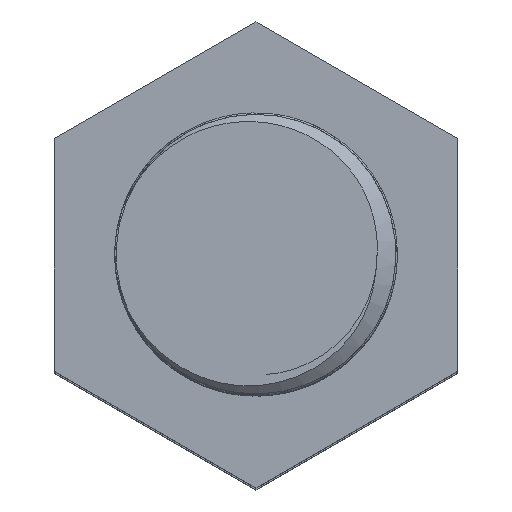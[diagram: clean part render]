
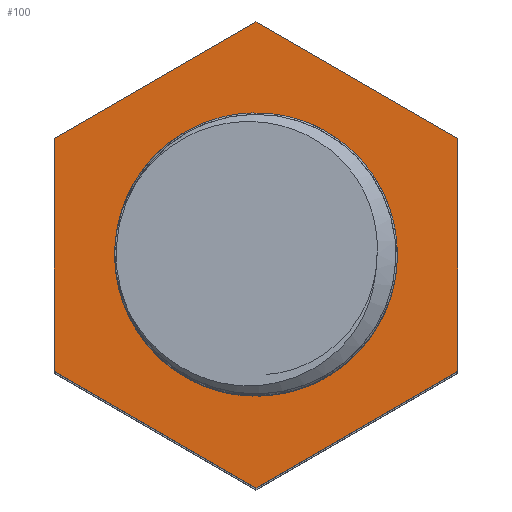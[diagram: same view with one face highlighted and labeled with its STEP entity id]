
A CAD part, top view. The second image highlights one B-rep face of the part: STEP entity #100.
In plain terms, the highlighted planar face has unit normal (0, 0, 1).
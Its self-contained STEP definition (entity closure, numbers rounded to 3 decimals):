
#100=ADVANCED_FACE('NONE',(#239,#240),#241,.T.);
#239=FACE_OUTER_BOUND('',#2163,.T.);
#240=FACE_BOUND('',#2164,.T.);
#241=PLANE('',#2165);
#2163=EDGE_LOOP('',(#4403,#4404,#4405,#4406,#4407,#4408));
#2164=EDGE_LOOP('',(#4409,#4410,#4411,#4412));
#2165=AXIS2_PLACEMENT_3D('',#4413,#4414,#4415);
#4403=ORIENTED_EDGE('',*,*,#4862,.T.);
#4404=ORIENTED_EDGE('',*,*,#4863,.T.);
#4405=ORIENTED_EDGE('',*,*,#4864,.T.);
#4406=ORIENTED_EDGE('',*,*,#4865,.T.);
#4407=ORIENTED_EDGE('',*,*,#4866,.T.);
#4408=ORIENTED_EDGE('',*,*,#4867,.T.);
#4409=ORIENTED_EDGE('',*,*,#4856,.F.);
#4410=ORIENTED_EDGE('',*,*,#4853,.F.);
#4411=ORIENTED_EDGE('',*,*,#4861,.F.);
#4412=ORIENTED_EDGE('',*,*,#4859,.F.);
#4413=CARTESIAN_POINT('',(0.,2.887,9.5));
#4414=DIRECTION('',(0.0,0.0,1.0));
#4415=DIRECTION('',(1.0,0.0,0.0));
#4853=EDGE_CURVE('NONE',#5207,#5051,#5209,.T.);
#4856=EDGE_CURVE('NONE',#5051,#5210,#5214,.T.);
#4859=EDGE_CURVE('NONE',#5210,#5215,#5219,.T.);
#4861=EDGE_CURVE('NONE',#5215,#5207,#5221,.T.);
#4862=EDGE_CURVE('NONE',#5222,#5223,#5224,.T.);
#4863=EDGE_CURVE('NONE',#5223,#5225,#5226,.T.);
#4864=EDGE_CURVE('NONE',#5225,#5227,#5228,.T.);
#4865=EDGE_CURVE('NONE',#5227,#5229,#5230,.T.);
#4866=EDGE_CURVE('NONE',#5229,#5231,#5232,.T.);
#4867=EDGE_CURVE('NONE',#5231,#5222,#5233,.T.);
#5051=VERTEX_POINT('NONE',#6091);
#5207=VERTEX_POINT('NONE',#6900);
#5209=CIRCLE('',#6911,1.5);
#5210=VERTEX_POINT('NONE',#6912);
#5214=B_SPLINE_CURVE_WITH_KNOTS('',3,(#7084,#7085,#7086,#7087,#7088,#7089,#7090,#7091,#7092,#7093,#7094,#7095,#7096,#7097,#7098,#7099),.UNSPECIFIED.,.F.,.F.,(4,2,2,2,2,2,2,4),(0.0,0.001,0.001,0.002,0.002,0.003,0.003,0.004),.UNSPECIFIED.);
#5215=VERTEX_POINT('NONE',#7100);
#5219=B_SPLINE_CURVE_WITH_KNOTS('',3,(#7260,#7261,#7262,#7263),.UNSPECIFIED.,.F.,.F.,(4,4),(0.0,0.002),.UNSPECIFIED.);
#5221=B_SPLINE_CURVE_WITH_KNOTS('',3,(#7280,#7281,#7282,#7283,#7284,#7285,#7286,#7287,#7288,#7289,#7290,#7291,#7292,#7293,#7294,#7295),.UNSPECIFIED.,.F.,.F.,(4,2,2,2,2,2,2,4),(0.,0.001,0.001,0.002,0.002,0.003,0.004,0.004),.UNSPECIFIED.);
#5222=VERTEX_POINT('NONE',#7296);
#5223=VERTEX_POINT('NONE',#7297);
#5224=LINE('',#7298,#7299);
#5225=VERTEX_POINT('NONE',#7300);
#5226=LINE('',#7301,#7302);
#5227=VERTEX_POINT('NONE',#7303);
#5228=LINE('',#7304,#7305);
#5229=VERTEX_POINT('NONE',#7306);
#5230=LINE('',#7307,#7308);
#5231=VERTEX_POINT('NONE',#7309);
#5232=LINE('',#7310,#7311);
#5233=LINE('',#7312,#7313);
#6091=CARTESIAN_POINT('',(1.5,0.0,9.5));
#6900=CARTESIAN_POINT('',(1.487,-0.2,9.5));
#6911=AXIS2_PLACEMENT_3D('',#7921,#7922,#7923);
#6912=CARTESIAN_POINT('',(-1.494,0.879,9.5));
#7084=CARTESIAN_POINT('',(1.5,0.0,9.5));
#7085=CARTESIAN_POINT('',(1.51,0.177,9.5));
#7086=CARTESIAN_POINT('',(1.489,0.352,9.5));
#7087=CARTESIAN_POINT('',(1.388,0.692,9.5));
#7088=CARTESIAN_POINT('',(1.31,0.85,9.5));
#7089=CARTESIAN_POINT('',(1.101,1.136,9.5));
#7090=CARTESIAN_POINT('',(0.975,1.259,9.5));
#7091=CARTESIAN_POINT('',(0.682,1.459,9.5));
#7092=CARTESIAN_POINT('',(0.522,1.533,9.5));
#7093=CARTESIAN_POINT('',(0.181,1.63,9.5));
#7094=CARTESIAN_POINT('',(0.007,1.65,9.5));
#7095=CARTESIAN_POINT('',(-0.348,1.633,9.5));
#7096=CARTESIAN_POINT('',(-0.519,1.597,9.5));
#7097=CARTESIAN_POINT('',(-1.015,1.405,9.5));
#7098=CARTESIAN_POINT('',(-1.298,1.175,9.5));
#7099=CARTESIAN_POINT('',(-1.494,0.879,9.5));
#7100=CARTESIAN_POINT('',(-1.589,-0.693,9.5));
#7260=CARTESIAN_POINT('',(-1.494,0.879,9.5));
#7261=CARTESIAN_POINT('',(-1.798,0.421,9.5));
#7262=CARTESIAN_POINT('',(-1.835,-0.202,9.5));
#7263=CARTESIAN_POINT('',(-1.589,-0.693,9.5));
#7280=CARTESIAN_POINT('',(-1.589,-0.693,9.5));
#7281=CARTESIAN_POINT('',(-1.509,-0.851,9.5));
#7282=CARTESIAN_POINT('',(-1.408,-0.993,9.5));
#7283=CARTESIAN_POINT('',(-1.163,-1.246,9.5));
#7284=CARTESIAN_POINT('',(-1.023,-1.352,9.5));
#7285=CARTESIAN_POINT('',(-0.715,-1.518,9.5));
#7286=CARTESIAN_POINT('',(-0.547,-1.577,9.5));
#7287=CARTESIAN_POINT('',(-0.203,-1.637,9.5));
#7288=CARTESIAN_POINT('',(-0.025,-1.64,9.5));
#7289=CARTESIAN_POINT('',(0.493,-1.562,9.5));
#7290=CARTESIAN_POINT('',(0.825,-1.395,9.5));
#7291=CARTESIAN_POINT('',(1.186,-1.017,9.5));
#7292=CARTESIAN_POINT('',(1.286,-0.868,9.5));
#7293=CARTESIAN_POINT('',(1.429,-0.55,9.5));
#7294=CARTESIAN_POINT('',(1.473,-0.376,9.5));
#7295=CARTESIAN_POINT('',(1.487,-0.2,9.5));
#7296=CARTESIAN_POINT('',(2.5,1.443,9.5));
#7297=CARTESIAN_POINT('',(0.,2.887,9.5));
#7298=CARTESIAN_POINT('',(2.5,1.443,9.5));
#7299=VECTOR('',#7924,1000.0);
#7300=CARTESIAN_POINT('',(-2.5,1.443,9.5));
#7301=CARTESIAN_POINT('',(0.,2.887,9.5));
#7302=VECTOR('',#7925,1000.0);
#7303=CARTESIAN_POINT('',(-2.5,-1.443,9.5));
#7304=CARTESIAN_POINT('',(-2.5,1.443,9.5));
#7305=VECTOR('',#7926,1000.0);
#7306=CARTESIAN_POINT('',(0.,-2.887,9.5));
#7307=CARTESIAN_POINT('',(-2.5,-1.443,9.5));
#7308=VECTOR('',#7927,1000.0);
#7309=CARTESIAN_POINT('',(2.5,-1.443,9.5));
#7310=CARTESIAN_POINT('',(0.,-2.887,9.5));
#7311=VECTOR('',#7928,1000.0);
#7312=CARTESIAN_POINT('',(2.5,-1.443,9.5));
#7313=VECTOR('',#7929,1000.0);
#7921=CARTESIAN_POINT('',(0.0,0.0,9.5));
#7922=DIRECTION('',(0.0,0.0,1.0));
#7923=DIRECTION('',(1.0,0.0,0.0));
#7924=DIRECTION('',(-0.866,0.5,0.0));
#7925=DIRECTION('',(-0.866,-0.5,0.0));
#7926=DIRECTION('',(0.0,-1.0,0.0));
#7927=DIRECTION('',(0.866,-0.5,0.0));
#7928=DIRECTION('',(0.866,0.5,0.0));
#7929=DIRECTION('',(0.,1.0,0.0));
